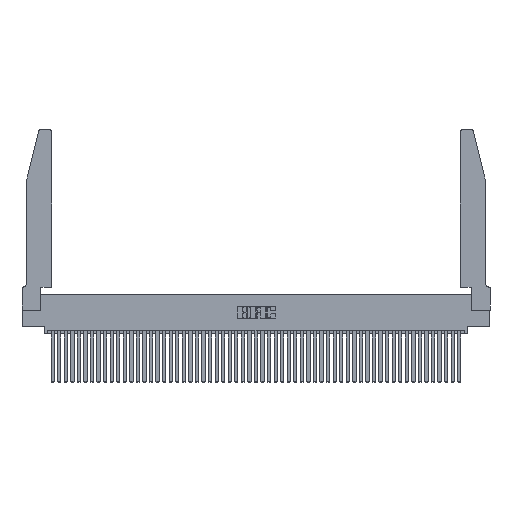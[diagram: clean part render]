
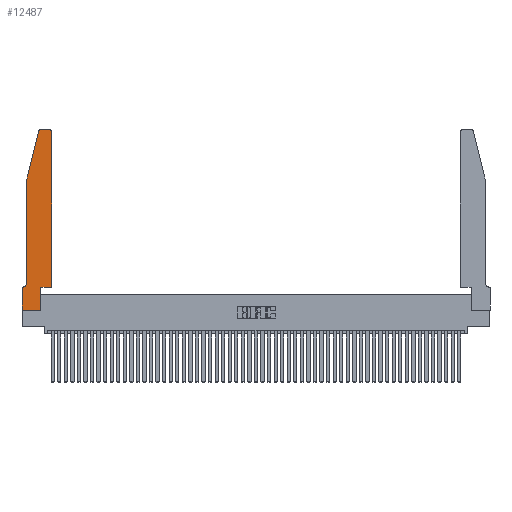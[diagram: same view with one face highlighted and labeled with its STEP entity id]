
A CAD part, top view. The second image highlights one B-rep face of the part: STEP entity #12487.
In plain terms, the highlighted planar face has unit normal (0, 0, 1).
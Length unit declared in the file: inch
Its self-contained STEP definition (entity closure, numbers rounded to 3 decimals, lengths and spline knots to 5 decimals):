
#24 = DIRECTION ( 'NONE',  ( 1., 0., 0. ) ) ;
#535 = EDGE_CURVE ( 'NONE', #32127, #41262, #26051, .T. ) ;
#556 = CARTESIAN_POINT ( 'NONE',  ( 0., 0.35, 0.37 ) ) ;
#807 = DIRECTION ( 'NONE',  ( 0., -1., 0. ) ) ;
#995 = ORIENTED_EDGE ( 'NONE', *, *, #29502, .T. ) ;
#1074 = VECTOR ( 'NONE', #807, 39.37008 ) ;
#2362 = LINE ( 'NONE', #28896, #1074 ) ;
#2592 = LINE ( 'NONE', #41231, #33112 ) ;
#3012 = DIRECTION ( 'NONE',  ( 0., 1., 0. ) ) ;
#3353 = ORIENTED_EDGE ( 'NONE', *, *, #50941, .T. ) ;
#3549 = DIRECTION ( 'NONE',  ( 0., 0., -1. ) ) ;
#3650 = VECTOR ( 'NONE', #49523, 39.37008 ) ;
#4677 = DIRECTION ( 'NONE',  ( 1., 0., 0. ) ) ;
#4873 = EDGE_CURVE ( 'NONE', #41262, #25053, #2592, .T. ) ;
#4881 = VERTEX_POINT ( 'NONE', #25536 ) ;
#4928 = LINE ( 'NONE', #14242, #3650 ) ;
#5051 = ORIENTED_EDGE ( 'NONE', *, *, #6089, .T. ) ;
#5421 = LINE ( 'NONE', #29201, #25320 ) ;
#5508 = CARTESIAN_POINT ( 'NONE',  ( 0.0055, 0.35, 0.37 ) ) ;
#5556 = VERTEX_POINT ( 'NONE', #5508 ) ;
#6077 = AXIS2_PLACEMENT_3D ( 'NONE', #27407, #3549, #31374 ) ;
#6080 = DIRECTION ( 'NONE',  ( 1., 0., 0. ) ) ;
#6089 = EDGE_CURVE ( 'NONE', #45845, #38310, #2362, .T. ) ;
#6284 = ORIENTED_EDGE ( 'NONE', *, *, #14329, .T. ) ;
#6432 = ORIENTED_EDGE ( 'NONE', *, *, #12929, .T. ) ;
#7745 = VECTOR ( 'NONE', #6080, 39.37008 ) ;
#8442 = CARTESIAN_POINT ( 'NONE',  ( 0.2605, 2.75, 0.37 ) ) ;
#10289 = CARTESIAN_POINT ( 'NONE',  ( 0.0755, 2., 0.37 ) ) ;
#10333 = DIRECTION ( 'NONE',  ( 1., 0., 0. ) ) ;
#10865 = CARTESIAN_POINT ( 'NONE',  ( 0.2865, 0.35, 0.37 ) ) ;
#11555 = VERTEX_POINT ( 'NONE', #13025 ) ;
#12487 = ADVANCED_FACE ( 'NONE', ( #17919 ), #24338, .T. ) ;
#12929 = EDGE_CURVE ( 'NONE', #12941, #11555, #49241, .T. ) ;
#12941 = VERTEX_POINT ( 'NONE', #23097 ) ;
#12996 = EDGE_CURVE ( 'NONE', #25053, #5556, #48047, .T. ) ;
#13025 = CARTESIAN_POINT ( 'NONE',  ( 0.4505, 2.72, 0.37 ) ) ;
#13166 = LINE ( 'NONE', #41915, #23694 ) ;
#13320 = CARTESIAN_POINT ( 'NONE',  ( 0.284, 2.72, 0.37 ) ) ;
#13588 = CARTESIAN_POINT ( 'NONE',  ( 0., 0., 0.37 ) ) ;
#13618 = DIRECTION ( 'NONE',  ( 0., -1., 0. ) ) ;
#14197 = VERTEX_POINT ( 'NONE', #19553 ) ;
#14242 = CARTESIAN_POINT ( 'NONE',  ( 0.0755, 0.35, 0.37 ) ) ;
#14329 = EDGE_CURVE ( 'NONE', #24079, #14197, #28224, .T. ) ;
#14557 = EDGE_CURVE ( 'NONE', #38310, #4881, #18322, .T. ) ;
#15146 = CARTESIAN_POINT ( 'NONE',  ( 0.4505, 0.35, 0.37 ) ) ;
#15586 = VECTOR ( 'NONE', #33973, 39.37008 ) ;
#16188 = CARTESIAN_POINT ( 'NONE',  ( 0.25487, 2.72718, 0.37 ) ) ;
#16989 = EDGE_CURVE ( 'NONE', #5556, #45845, #4928, .T. ) ;
#17320 = DIRECTION ( 'NONE',  ( 0., 1., 0. ) ) ;
#17341 = DIRECTION ( 'NONE',  ( 1., 0., 0. ) ) ;
#17716 = VECTOR ( 'NONE', #47915, 39.37008 ) ;
#17919 = FACE_OUTER_BOUND ( 'NONE', #42339, .T. ) ;
#18322 = LINE ( 'NONE', #41542, #7745 ) ;
#18871 = EDGE_CURVE ( 'NONE', #4881, #37834, #5421, .T. ) ;
#19553 = CARTESIAN_POINT ( 'NONE',  ( 0.284, 2.75, 0.37 ) ) ;
#20618 = AXIS2_PLACEMENT_3D ( 'NONE', #47564, #23993, #24 ) ;
#20757 = CIRCLE ( 'NONE', #29768, 0.03 ) ;
#22359 = ORIENTED_EDGE ( 'NONE', *, *, #12996, .T. ) ;
#22569 = EDGE_CURVE ( 'NONE', #37834, #12941, #13166, .T. ) ;
#23097 = CARTESIAN_POINT ( 'NONE',  ( 0.4505, 0.35, 0.37 ) ) ;
#23694 = VECTOR ( 'NONE', #10333, 39.37008 ) ;
#23993 = DIRECTION ( 'NONE',  ( 0., 0., 1. ) ) ;
#24079 = VERTEX_POINT ( 'NONE', #26971 ) ;
#24338 = PLANE ( 'NONE',  #41828 ) ;
#24712 = ORIENTED_EDGE ( 'NONE', *, *, #535, .T. ) ;
#24935 = CARTESIAN_POINT ( 'NONE',  ( 0., 0.35, 0.37 ) ) ;
#25053 = VERTEX_POINT ( 'NONE', #48619 ) ;
#25320 = VECTOR ( 'NONE', #17320, 39.37008 ) ;
#25536 = CARTESIAN_POINT ( 'NONE',  ( 0.2865, 0., 0.37 ) ) ;
#26051 = LINE ( 'NONE', #10289, #15586 ) ;
#26971 = CARTESIAN_POINT ( 'NONE',  ( 0.4205, 2.75, 0.37 ) ) ;
#27407 = CARTESIAN_POINT ( 'NONE',  ( 0.0055, 0.42, 0.37 ) ) ;
#28224 = LINE ( 'NONE', #8442, #17716 ) ;
#28445 = CIRCLE ( 'NONE', #20618, 0.03 ) ;
#28491 = DIRECTION ( 'NONE',  ( 0., 0., 1. ) ) ;
#28896 = CARTESIAN_POINT ( 'NONE',  ( 0., 0., 0.37 ) ) ;
#29201 = CARTESIAN_POINT ( 'NONE',  ( 0.2865, 0.35, 0.37 ) ) ;
#29502 = EDGE_CURVE ( 'NONE', #14197, #32127, #20757, .T. ) ;
#29768 = AXIS2_PLACEMENT_3D ( 'NONE', #13320, #40952, #17341 ) ;
#31374 = DIRECTION ( 'NONE',  ( -1., 0., 0. ) ) ;
#32127 = VERTEX_POINT ( 'NONE', #16188 ) ;
#33112 = VECTOR ( 'NONE', #13618, 39.37008 ) ;
#33241 = ORIENTED_EDGE ( 'NONE', *, *, #22569, .T. ) ;
#33973 = DIRECTION ( 'NONE',  ( -0.239, -0.971, 0. ) ) ;
#36627 = CARTESIAN_POINT ( 'NONE',  ( 0.0755, 2., 0.37 ) ) ;
#37834 = VERTEX_POINT ( 'NONE', #10865 ) ;
#38310 = VERTEX_POINT ( 'NONE', #13588 ) ;
#40218 = ORIENTED_EDGE ( 'NONE', *, *, #4873, .T. ) ;
#40952 = DIRECTION ( 'NONE',  ( 0., 0., 1. ) ) ;
#41168 = ORIENTED_EDGE ( 'NONE', *, *, #16989, .T. ) ;
#41231 = CARTESIAN_POINT ( 'NONE',  ( 0.0755, 2., 0.37 ) ) ;
#41262 = VERTEX_POINT ( 'NONE', #36627 ) ;
#41542 = CARTESIAN_POINT ( 'NONE',  ( 0., 0., 0.37 ) ) ;
#41828 = AXIS2_PLACEMENT_3D ( 'NONE', #556, #28491, #4677 ) ;
#41915 = CARTESIAN_POINT ( 'NONE',  ( 0.4505, 0.35, 0.37 ) ) ;
#42339 = EDGE_LOOP ( 'NONE', ( #6284, #995, #24712, #40218, #22359, #41168, #5051, #44184, #50688, #33241, #6432, #3353 ) ) ;
#44184 = ORIENTED_EDGE ( 'NONE', *, *, #14557, .T. ) ;
#45845 = VERTEX_POINT ( 'NONE', #24935 ) ;
#47564 = CARTESIAN_POINT ( 'NONE',  ( 0.4205, 2.72, 0.37 ) ) ;
#47915 = DIRECTION ( 'NONE',  ( -1., 0., 0. ) ) ;
#48047 = CIRCLE ( 'NONE', #6077, 0.07 ) ;
#48619 = CARTESIAN_POINT ( 'NONE',  ( 0.0755, 0.42, 0.37 ) ) ;
#49241 = LINE ( 'NONE', #15146, #50480 ) ;
#49523 = DIRECTION ( 'NONE',  ( -1., 0., 0. ) ) ;
#50480 = VECTOR ( 'NONE', #3012, 39.37008 ) ;
#50688 = ORIENTED_EDGE ( 'NONE', *, *, #18871, .T. ) ;
#50941 = EDGE_CURVE ( 'NONE', #11555, #24079, #28445, .T. ) ;
